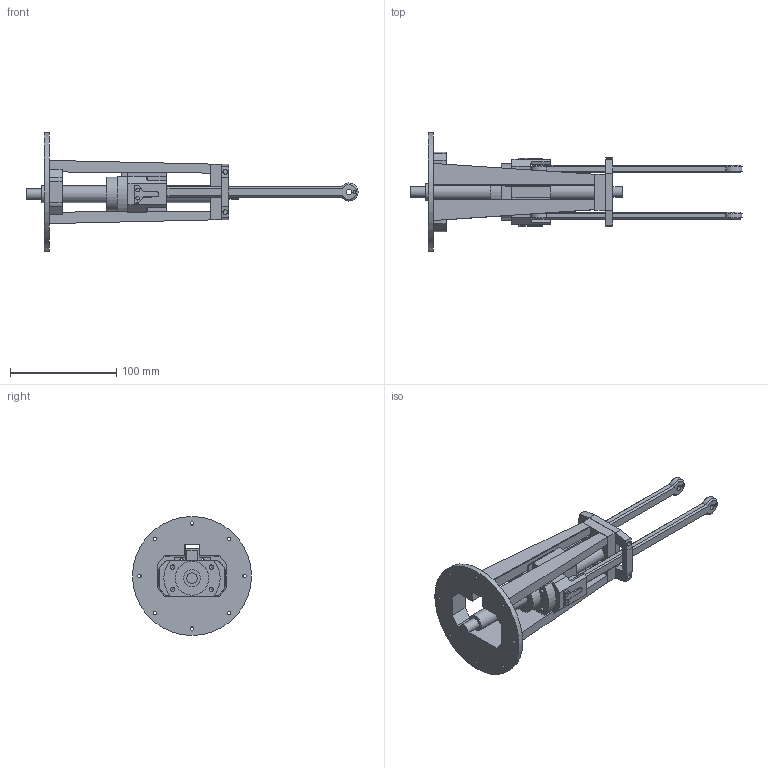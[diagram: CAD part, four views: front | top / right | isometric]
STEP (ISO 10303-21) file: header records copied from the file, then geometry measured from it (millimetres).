
FILE_DESCRIPTION(/* description */ (''),/* implementation_level */ '2;1');
FILE_NAME(/* name */ 'linear_slider.step',/* time_stamp */ '2024-09-25T19:54:14+09:00',/* author */ (''),/* organization */ (''),/* preprocessor_version */ 'ST-DEVELOPER v20',/* originating_system */ 'Autodesk Translation Framework v13.20.0.188',/* authorisation */ '');
FILE_SCHEMA (('AUTOMOTIVE_DESIGN { 1 0 10303 214 3 1 1 }'));
Length unit declared in the file: millimetre
Products named in the file (3): Linear_actuator_frame_cybergear_sfe1632_開ける; slider_sfe1632; sfe1632 v12
Assembly tree (2 placements, depth 3):
  Linear_actuator_frame_cybergear_sfe1632_開ける
    slider_sfe1632
      sfe1632 v12
Bounding box: 312.52 x 112 x 112 mm (x, y, z)
Volume: 318567.1 mm3; surface area: 122026.3 mm2
Topology: 12 solids, 15 shells, 311 faces, 763 edges, 504 vertices
Faces by surface type: plane 211, cylinder 86, cone 9, sphere 4, bspline 1
Full cylindrical faces by diameter (mm): 0.2 x1, 2.5 x2, 3.3 x14, 3.4 x4, 4 x4, 4.2 x16, 4.3 x4, 4.4 x8, 5.1 x2, 5.12 x2, 5.2 x4, 10 x2, 11.1 x1, 15.1 x1, 15.822 x1, 16 x1, 18.4 x1, 24.2 x1, 32 x2, 32.6 x1, 112 x1
Entity records: 9365 total; most frequent: CARTESIAN_POINT 1631, DIRECTION 1570, ORIENTED_EDGE 1518, EDGE_CURVE 759, LINE 544, VECTOR 544, AXIS2_PLACEMENT_3D 513, VERTEX_POINT 504
